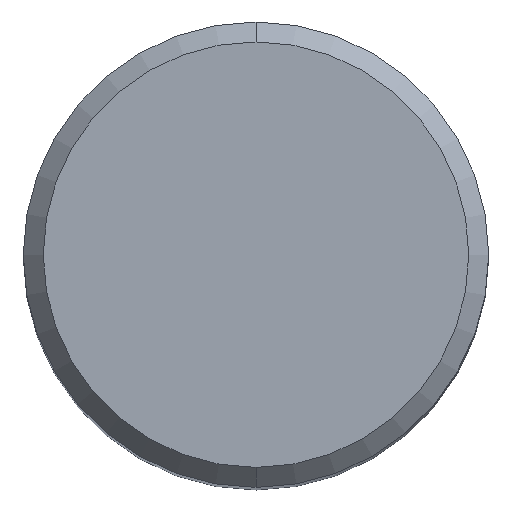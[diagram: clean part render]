
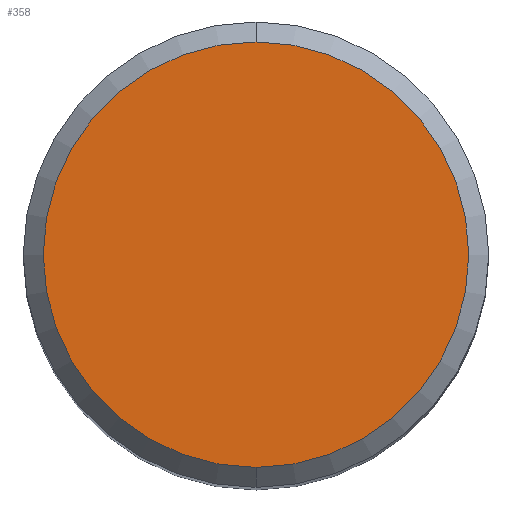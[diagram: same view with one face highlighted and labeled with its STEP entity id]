
A CAD part, top view. The second image highlights one B-rep face of the part: STEP entity #358.
In plain terms, the highlighted planar face has unit normal (0, 0, 1).
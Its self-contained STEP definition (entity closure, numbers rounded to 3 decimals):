
#268=EDGE_CURVE('',#406,#286,#576,.T.);
#286=VERTEX_POINT('',#596);
#346=EDGE_CURVE('',#286,#406,#664,.T.);
#358=ADVANCED_FACE('',(#676),#677,.T.);
#406=VERTEX_POINT('',#731);
#576=CIRCLE('',#1031,6.4);
#596=CARTESIAN_POINT('',(0.0,6.4,0.0));
#664=CIRCLE('',#1269,6.4);
#676=FACE_OUTER_BOUND('',#1284,.T.);
#677=PLANE('',#1285);
#731=CARTESIAN_POINT('',(0.,-6.4,0.0));
#1031=AXIS2_PLACEMENT_3D('',#1587,#1588,#1589);
#1269=AXIS2_PLACEMENT_3D('',#1698,#1699,#1700);
#1284=EDGE_LOOP('',(#1706,#1707));
#1285=AXIS2_PLACEMENT_3D('',#1708,#1709,#1710);
#1587=CARTESIAN_POINT('',(0.0,0.0,0.0));
#1588=DIRECTION('',(0.0,0.0,-1.0));
#1589=DIRECTION('',(0.0,1.0,0.0));
#1698=CARTESIAN_POINT('',(0.0,0.0,0.0));
#1699=DIRECTION('',(0.0,0.0,-1.0));
#1700=DIRECTION('',(0.0,1.0,0.0));
#1706=ORIENTED_EDGE('',*,*,#346,.F.);
#1707=ORIENTED_EDGE('',*,*,#268,.F.);
#1708=CARTESIAN_POINT('',(0.0,3.2,0.0));
#1709=DIRECTION('',(-0.0,0.0,1.0));
#1710=DIRECTION('',(0.0,-1.0,0.0));
